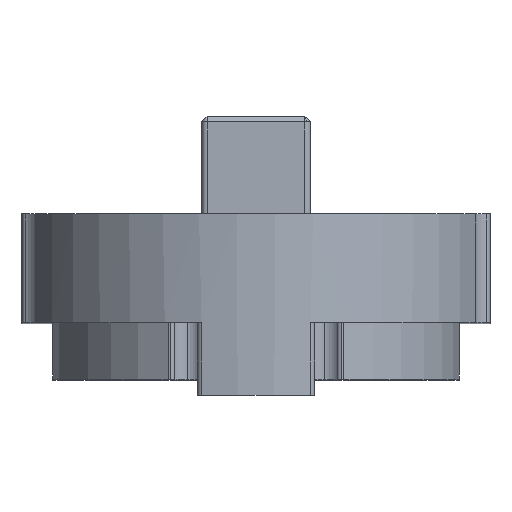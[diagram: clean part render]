
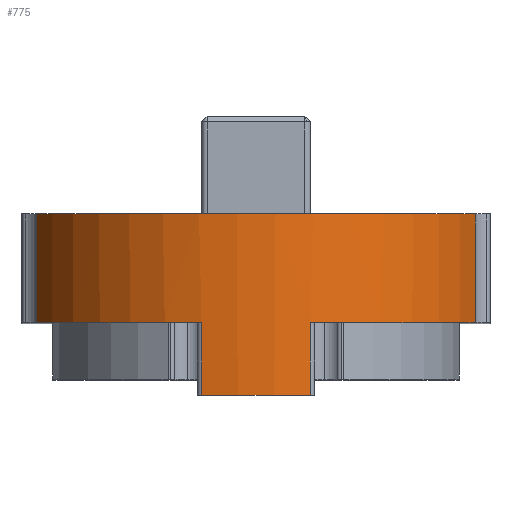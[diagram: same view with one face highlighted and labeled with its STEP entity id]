
A CAD part, top view. The second image highlights one B-rep face of the part: STEP entity #775.
In plain terms, the highlighted cylindrical face has radius 21.25 mm (diameter 42.5 mm), a partial arc.
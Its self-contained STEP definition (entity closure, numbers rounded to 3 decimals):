
#4 = CIRCLE ( 'NONE', #2584, 21.25 ) ;
#80 = CARTESIAN_POINT ( 'NONE',  ( 0., -3.036, 30.1 ) ) ;
#116 = DIRECTION ( 'NONE',  ( 0., -1., 0. ) ) ;
#127 = ORIENTED_EDGE ( 'NONE', *, *, #2519, .T. ) ;
#186 = CARTESIAN_POINT ( 'NONE',  ( 5.004, -61., 50.752 ) ) ;
#191 = DIRECTION ( 'NONE',  ( 0., 1., 0. ) ) ;
#216 = LINE ( 'NONE', #1254, #3136 ) ;
#287 = ORIENTED_EDGE ( 'NONE', *, *, #1376, .F. ) ;
#289 = VECTOR ( 'NONE', #2816, 1000. ) ;
#290 = CARTESIAN_POINT ( 'NONE',  ( 20.136, -51., 36.889 ) ) ;
#301 = EDGE_CURVE ( 'NONE', #2873, #470, #2327, .T. ) ;
#341 = AXIS2_PLACEMENT_3D ( 'NONE', #80, #1111, #3163 ) ;
#378 = CARTESIAN_POINT ( 'NONE',  ( -20.136, -51., 36.889 ) ) ;
#421 = DIRECTION ( 'NONE',  ( 0., 1., 0. ) ) ;
#422 = EDGE_CURVE ( 'NONE', #3095, #2873, #3247, .T. ) ;
#470 = VERTEX_POINT ( 'NONE', #2997 ) ;
#538 = ORIENTED_EDGE ( 'NONE', *, *, #2461, .F. ) ;
#575 = FACE_OUTER_BOUND ( 'NONE', #610, .T. ) ;
#607 = CYLINDRICAL_SURFACE ( 'NONE', #341, 21.25 ) ;
#610 = EDGE_LOOP ( 'NONE', ( #287, #127, #3081, #2201, #1284, #1666, #538, #1014 ) ) ;
#687 = EDGE_CURVE ( 'NONE', #2409, #2904, #216, .T. ) ;
#698 = CARTESIAN_POINT ( 'NONE',  ( 0., -61., 30.1 ) ) ;
#717 = DIRECTION ( 'NONE',  ( 0., -1., 0. ) ) ;
#775 = ADVANCED_FACE ( 'NONE', ( #575 ), #607, .T. ) ;
#849 = CARTESIAN_POINT ( 'NONE',  ( -5.004, -67.7, 50.752 ) ) ;
#892 = AXIS2_PLACEMENT_3D ( 'NONE', #2619, #2599, #2565 ) ;
#983 = DIRECTION ( 'NONE',  ( 0., 0., -1. ) ) ;
#1014 = ORIENTED_EDGE ( 'NONE', *, *, #1906, .T. ) ;
#1111 = DIRECTION ( 'NONE',  ( 0., -1., 0. ) ) ;
#1254 = CARTESIAN_POINT ( 'NONE',  ( -5.004, -3.036, 50.752 ) ) ;
#1284 = ORIENTED_EDGE ( 'NONE', *, *, #1334, .F. ) ;
#1334 = EDGE_CURVE ( 'NONE', #2409, #470, #2340, .T. ) ;
#1376 = EDGE_CURVE ( 'NONE', #2322, #2998, #2988, .T. ) ;
#1437 = CARTESIAN_POINT ( 'NONE',  ( 0., -51., 30.1 ) ) ;
#1568 = CARTESIAN_POINT ( 'NONE',  ( 20.136, -61., 36.889 ) ) ;
#1666 = ORIENTED_EDGE ( 'NONE', *, *, #687, .T. ) ;
#1800 = AXIS2_PLACEMENT_3D ( 'NONE', #1437, #116, #3009 ) ;
#1906 = EDGE_CURVE ( 'NONE', #3053, #2998, #2975, .T. ) ;
#1920 = CARTESIAN_POINT ( 'NONE',  ( 5.004, -3.036, 50.752 ) ) ;
#2146 = CARTESIAN_POINT ( 'NONE',  ( 0., -67.7, 30.1 ) ) ;
#2201 = ORIENTED_EDGE ( 'NONE', *, *, #301, .T. ) ;
#2322 = VERTEX_POINT ( 'NONE', #1568 ) ;
#2327 = LINE ( 'NONE', #3107, #289 ) ;
#2340 = CIRCLE ( 'NONE', #2398, 21.25 ) ;
#2398 = AXIS2_PLACEMENT_3D ( 'NONE', #698, #717, #2497 ) ;
#2409 = VERTEX_POINT ( 'NONE', #2970 ) ;
#2461 = EDGE_CURVE ( 'NONE', #3053, #2904, #4, .T. ) ;
#2497 = DIRECTION ( 'NONE',  ( 0., 0., -1. ) ) ;
#2519 = EDGE_CURVE ( 'NONE', #2322, #3095, #2801, .T. ) ;
#2565 = DIRECTION ( 'NONE',  ( 0., 0., -1. ) ) ;
#2584 = AXIS2_PLACEMENT_3D ( 'NONE', #2146, #3172, #983 ) ;
#2599 = DIRECTION ( 'NONE',  ( 0., -1., 0. ) ) ;
#2619 = CARTESIAN_POINT ( 'NONE',  ( 0., -61., 30.1 ) ) ;
#2725 = VECTOR ( 'NONE', #421, 1000. ) ;
#2735 = CARTESIAN_POINT ( 'NONE',  ( 20.136, -3.036, 36.889 ) ) ;
#2801 = LINE ( 'NONE', #2735, #3230 ) ;
#2816 = DIRECTION ( 'NONE',  ( 0., -1., 0. ) ) ;
#2873 = VERTEX_POINT ( 'NONE', #378 ) ;
#2904 = VERTEX_POINT ( 'NONE', #849 ) ;
#2970 = CARTESIAN_POINT ( 'NONE',  ( -5.004, -61., 50.752 ) ) ;
#2975 = LINE ( 'NONE', #1920, #2725 ) ;
#2988 = CIRCLE ( 'NONE', #892, 21.25 ) ;
#2997 = CARTESIAN_POINT ( 'NONE',  ( -20.136, -61., 36.889 ) ) ;
#2998 = VERTEX_POINT ( 'NONE', #186 ) ;
#3009 = DIRECTION ( 'NONE',  ( 0., 0., 1. ) ) ;
#3050 = CARTESIAN_POINT ( 'NONE',  ( 5.004, -67.7, 50.752 ) ) ;
#3053 = VERTEX_POINT ( 'NONE', #3050 ) ;
#3081 = ORIENTED_EDGE ( 'NONE', *, *, #422, .T. ) ;
#3095 = VERTEX_POINT ( 'NONE', #290 ) ;
#3107 = CARTESIAN_POINT ( 'NONE',  ( -20.136, -3.036, 36.889 ) ) ;
#3136 = VECTOR ( 'NONE', #3297, 1000. ) ;
#3163 = DIRECTION ( 'NONE',  ( 0., 0., -1. ) ) ;
#3172 = DIRECTION ( 'NONE',  ( 0., -1., 0. ) ) ;
#3230 = VECTOR ( 'NONE', #191, 1000. ) ;
#3247 = CIRCLE ( 'NONE', #1800, 21.25 ) ;
#3297 = DIRECTION ( 'NONE',  ( 0., -1., 0. ) ) ;
